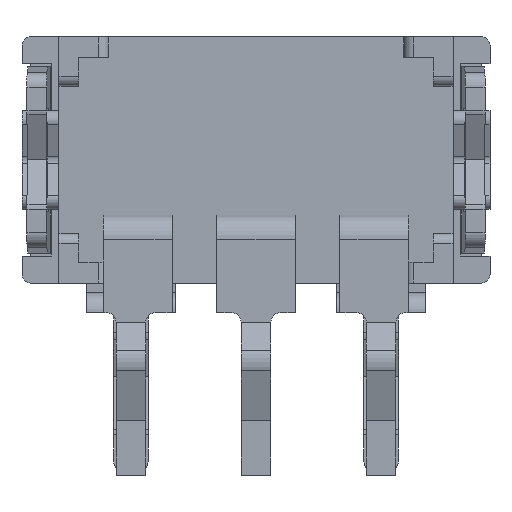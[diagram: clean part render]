
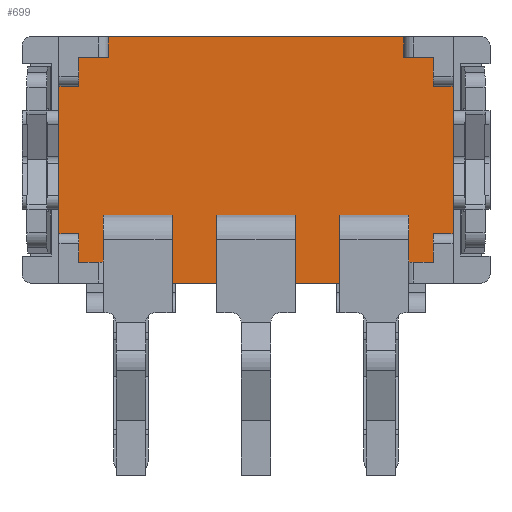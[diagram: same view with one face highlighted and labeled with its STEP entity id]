
A CAD part, front view. The second image highlights one B-rep face of the part: STEP entity #699.
In plain terms, the highlighted planar face has unit normal (0, -1, 0).
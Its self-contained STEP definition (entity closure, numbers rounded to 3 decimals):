
#699 = ADVANCED_FACE( '', ( #1435 ), #1436, .T. );
#1435 = FACE_OUTER_BOUND( '', #2250, .T. );
#1436 = PLANE( '', #2251 );
#2250 = EDGE_LOOP( '', ( #3999, #4000, #4001, #4002, #4003, #4004, #4005, #4006, #4007, #4008, #4009, #4010, #4011, #4012, #4013, #4014, #4015, #4016, #4017, #4018 ) );
#2251 = AXIS2_PLACEMENT_3D( '', #4019, #4020, #4021 );
#3999 = ORIENTED_EDGE( '', *, *, #5862, .F. );
#4000 = ORIENTED_EDGE( '', *, *, #5722, .F. );
#4001 = ORIENTED_EDGE( '', *, *, #5134, .F. );
#4002 = ORIENTED_EDGE( '', *, *, #5445, .F. );
#4003 = ORIENTED_EDGE( '', *, *, #5400, .F. );
#4004 = ORIENTED_EDGE( '', *, *, #5449, .T. );
#4005 = ORIENTED_EDGE( '', *, *, #5851, .F. );
#4006 = ORIENTED_EDGE( '', *, *, #5863, .T. );
#4007 = ORIENTED_EDGE( '', *, *, #5864, .F. );
#4008 = ORIENTED_EDGE( '', *, *, #5816, .F. );
#4009 = ORIENTED_EDGE( '', *, *, #5302, .T. );
#4010 = ORIENTED_EDGE( '', *, *, #5865, .T. );
#4011 = ORIENTED_EDGE( '', *, *, #5495, .T. );
#4012 = ORIENTED_EDGE( '', *, *, #5828, .T. );
#4013 = ORIENTED_EDGE( '', *, *, #5228, .F. );
#4014 = ORIENTED_EDGE( '', *, *, #5866, .F. );
#4015 = ORIENTED_EDGE( '', *, *, #5605, .T. );
#4016 = ORIENTED_EDGE( '', *, *, #5465, .F. );
#4017 = ORIENTED_EDGE( '', *, *, #5191, .T. );
#4018 = ORIENTED_EDGE( '', *, *, #5867, .F. );
#4019 = CARTESIAN_POINT( '', ( 3., -7.5, 3. ) );
#4020 = DIRECTION( '', ( 0., -1., 0. ) );
#4021 = DIRECTION( '', ( 0., 0., -1. ) );
#5134 = EDGE_CURVE( '', #6138, #6140, #6141, .T. );
#5191 = EDGE_CURVE( '', #6241, #6242, #6243, .T. );
#5228 = EDGE_CURVE( '', #6307, #6309, #6310, .T. );
#5302 = EDGE_CURVE( '', #6439, #6436, #6440, .T. );
#5400 = EDGE_CURVE( '', #6613, #6615, #6616, .T. );
#5445 = EDGE_CURVE( '', #6615, #6138, #6687, .T. );
#5449 = EDGE_CURVE( '', #6613, #6690, #6692, .T. );
#5465 = EDGE_CURVE( '', #6241, #6716, #6717, .T. );
#5495 = EDGE_CURVE( '', #6762, #6760, #6763, .T. );
#5605 = EDGE_CURVE( '', #6932, #6716, #6933, .T. );
#5722 = EDGE_CURVE( '', #6140, #7106, #7107, .T. );
#5816 = EDGE_CURVE( '', #6439, #7245, #7246, .T. );
#5828 = EDGE_CURVE( '', #6760, #6309, #7262, .T. );
#5851 = EDGE_CURVE( '', #7291, #6690, #7293, .T. );
#5862 = EDGE_CURVE( '', #7106, #7306, #7307, .T. );
#5863 = EDGE_CURVE( '', #7291, #7308, #7309, .T. );
#5864 = EDGE_CURVE( '', #7245, #7308, #7310, .T. );
#5865 = EDGE_CURVE( '', #6436, #6762, #7311, .T. );
#5866 = EDGE_CURVE( '', #6932, #6307, #7312, .T. );
#5867 = EDGE_CURVE( '', #7306, #6242, #7313, .T. );
#6138 = VERTEX_POINT( '', #7625 );
#6140 = VERTEX_POINT( '', #7628 );
#6141 = LINE( '', #7629, #7630 );
#6241 = VERTEX_POINT( '', #7767 );
#6242 = VERTEX_POINT( '', #7768 );
#6243 = LINE( '', #7769, #7770 );
#6307 = VERTEX_POINT( '', #7858 );
#6309 = VERTEX_POINT( '', #7861 );
#6310 = LINE( '', #7862, #7863 );
#6436 = VERTEX_POINT( '', #8034 );
#6439 = VERTEX_POINT( '', #8038 );
#6440 = LINE( '', #8039, #8040 );
#6613 = VERTEX_POINT( '', #8278 );
#6615 = VERTEX_POINT( '', #8281 );
#6616 = LINE( '', #8282, #8283 );
#6687 = LINE( '', #8381, #8382 );
#6690 = VERTEX_POINT( '', #8386 );
#6692 = LINE( '', #8389, #8390 );
#6716 = VERTEX_POINT( '', #8423 );
#6717 = LINE( '', #8424, #8425 );
#6760 = VERTEX_POINT( '', #8481 );
#6762 = VERTEX_POINT( '', #8484 );
#6763 = LINE( '', #8485, #8486 );
#6932 = VERTEX_POINT( '', #8721 );
#6933 = LINE( '', #8722, #8723 );
#7106 = VERTEX_POINT( '', #8964 );
#7107 = LINE( '', #8965, #8966 );
#7245 = VERTEX_POINT( '', #9166 );
#7246 = LINE( '', #9167, #9168 );
#7262 = LINE( '', #9191, #9192 );
#7291 = VERTEX_POINT( '', #9234 );
#7293 = LINE( '', #9237, #9238 );
#7306 = VERTEX_POINT( '', #9256 );
#7307 = LINE( '', #9257, #9258 );
#7308 = VERTEX_POINT( '', #9259 );
#7309 = LINE( '', #9260, #9261 );
#7310 = LINE( '', #9262, #9263 );
#7311 = LINE( '', #9264, #9265 );
#7312 = LINE( '', #9266, #9267 );
#7313 = LINE( '', #9268, #9269 );
#7625 = CARTESIAN_POINT( '', ( 3.6, -7.5, -1.5 ) );
#7628 = CARTESIAN_POINT( '', ( 3.6, -7.5, -2.08 ) );
#7629 = CARTESIAN_POINT( '', ( 3.6, -7.5, 2.08 ) );
#7630 = VECTOR( '', #9695, 1000. );
#7767 = CARTESIAN_POINT( '', ( -3., -7.5, -2.08 ) );
#7768 = CARTESIAN_POINT( '', ( -3., -7.5, -2.5 ) );
#7769 = CARTESIAN_POINT( '', ( -3., -7.5, 3. ) );
#7770 = VECTOR( '', #9757, 1000. );
#7858 = CARTESIAN_POINT( '', ( -4., -7.5, -1.5 ) );
#7861 = CARTESIAN_POINT( '', ( -4., -7.5, 1.5 ) );
#7862 = CARTESIAN_POINT( '', ( -4., -7.5, -2.5 ) );
#7863 = VECTOR( '', #9795, 1000. );
#8034 = CARTESIAN_POINT( '', ( -3., -7.5, 2.08 ) );
#8038 = CARTESIAN_POINT( '', ( -3., -7.5, 2.5 ) );
#8039 = CARTESIAN_POINT( '', ( -3., -7.5, 3. ) );
#8040 = VECTOR( '', #9884, 1000. );
#8278 = CARTESIAN_POINT( '', ( 4., -7.5, 1.5 ) );
#8281 = CARTESIAN_POINT( '', ( 4., -7.5, -1.5 ) );
#8282 = CARTESIAN_POINT( '', ( 4., -7.5, 2.5 ) );
#8283 = VECTOR( '', #10008, 1000. );
#8381 = CARTESIAN_POINT( '', ( 5., -7.5, -1.5 ) );
#8382 = VECTOR( '', #10057, 1000. );
#8386 = CARTESIAN_POINT( '', ( 3.6, -7.5, 1.5 ) );
#8389 = CARTESIAN_POINT( '', ( 5., -7.5, 1.5 ) );
#8390 = VECTOR( '', #10060, 1000. );
#8423 = CARTESIAN_POINT( '', ( -3.6, -7.5, -2.08 ) );
#8424 = CARTESIAN_POINT( '', ( 3.6, -7.5, -2.08 ) );
#8425 = VECTOR( '', #10076, 1000. );
#8481 = CARTESIAN_POINT( '', ( -3.6, -7.5, 1.5 ) );
#8484 = CARTESIAN_POINT( '', ( -3.6, -7.5, 2.08 ) );
#8485 = CARTESIAN_POINT( '', ( -3.6, -7.5, 2.08 ) );
#8486 = VECTOR( '', #10115, 1000. );
#8721 = CARTESIAN_POINT( '', ( -3.6, -7.5, -1.5 ) );
#8722 = CARTESIAN_POINT( '', ( -3.6, -7.5, 2.08 ) );
#8723 = VECTOR( '', #10245, 1000. );
#8964 = CARTESIAN_POINT( '', ( 3., -7.5, -2.08 ) );
#8965 = CARTESIAN_POINT( '', ( 3.6, -7.5, -2.08 ) );
#8966 = VECTOR( '', #10380, 1000. );
#9166 = CARTESIAN_POINT( '', ( 3., -7.5, 2.5 ) );
#9167 = CARTESIAN_POINT( '', ( -4.575, -7.5, 2.5 ) );
#9168 = VECTOR( '', #10482, 1000. );
#9191 = CARTESIAN_POINT( '', ( 5., -7.5, 1.5 ) );
#9192 = VECTOR( '', #10496, 1000. );
#9234 = CARTESIAN_POINT( '', ( 3.6, -7.5, 2.08 ) );
#9237 = CARTESIAN_POINT( '', ( 3.6, -7.5, 2.08 ) );
#9238 = VECTOR( '', #10520, 1000. );
#9256 = CARTESIAN_POINT( '', ( 3., -7.5, -2.5 ) );
#9257 = CARTESIAN_POINT( '', ( 3., -7.5, 3. ) );
#9258 = VECTOR( '', #10529, 1000. );
#9259 = CARTESIAN_POINT( '', ( 3., -7.5, 2.08 ) );
#9260 = CARTESIAN_POINT( '', ( 3.6, -7.5, 2.08 ) );
#9261 = VECTOR( '', #10530, 1000. );
#9262 = CARTESIAN_POINT( '', ( 3., -7.5, 3. ) );
#9263 = VECTOR( '', #10531, 1000. );
#9264 = CARTESIAN_POINT( '', ( 3.6, -7.5, 2.08 ) );
#9265 = VECTOR( '', #10532, 1000. );
#9266 = CARTESIAN_POINT( '', ( 5., -7.5, -1.5 ) );
#9267 = VECTOR( '', #10533, 1000. );
#9268 = CARTESIAN_POINT( '', ( 4.575, -7.5, -2.5 ) );
#9269 = VECTOR( '', #10534, 1000. );
#9695 = DIRECTION( '', ( 0., 0., -1. ) );
#9757 = DIRECTION( '', ( 0., 0., -1. ) );
#9795 = DIRECTION( '', ( 0., 0., 1. ) );
#9884 = DIRECTION( '', ( 0., 0., -1. ) );
#10008 = DIRECTION( '', ( 0., 0., -1. ) );
#10057 = DIRECTION( '', ( -1., 0., 0. ) );
#10060 = DIRECTION( '', ( -1., 0., 0. ) );
#10076 = DIRECTION( '', ( -1., 0., 0. ) );
#10115 = DIRECTION( '', ( 0., 0., -1. ) );
#10245 = DIRECTION( '', ( 0., 0., -1. ) );
#10380 = DIRECTION( '', ( -1., 0., 0. ) );
#10482 = DIRECTION( '', ( 1., 0., 0. ) );
#10496 = DIRECTION( '', ( -1., 0., 0. ) );
#10520 = DIRECTION( '', ( 0., 0., -1. ) );
#10529 = DIRECTION( '', ( 0., 0., -1. ) );
#10530 = DIRECTION( '', ( -1., 0., 0. ) );
#10531 = DIRECTION( '', ( 0., 0., -1. ) );
#10532 = DIRECTION( '', ( -1., 0., 0. ) );
#10533 = DIRECTION( '', ( -1., 0., 0. ) );
#10534 = DIRECTION( '', ( -1., 0., 0. ) );
